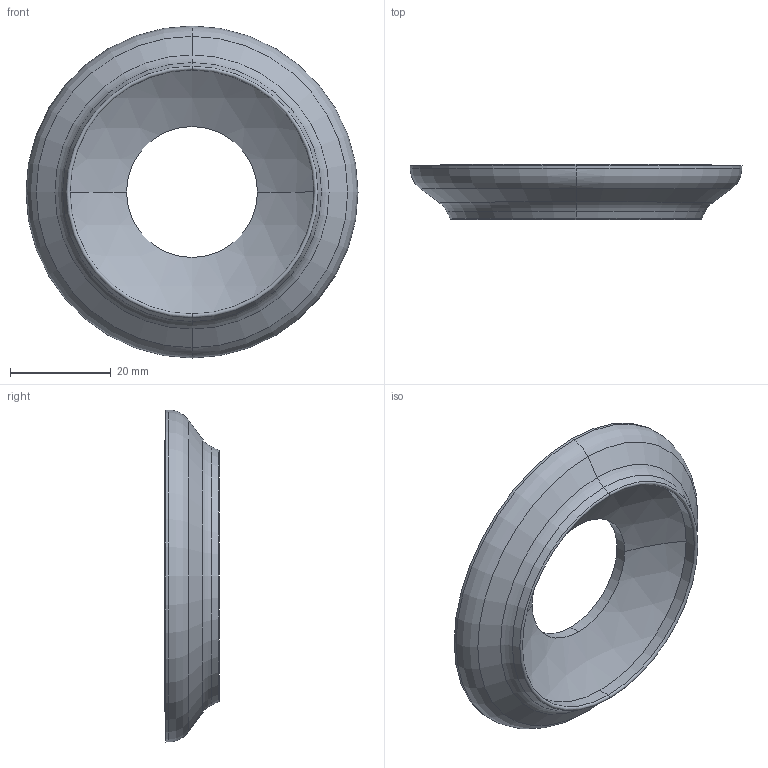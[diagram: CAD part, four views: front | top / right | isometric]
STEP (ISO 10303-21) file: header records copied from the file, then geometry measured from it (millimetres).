
FILE_DESCRIPTION (( 'STEP AP214' ), '1' );
FILE_NAME ('可乐罐底支架_可口可乐.STEP', '2022-12-05T13:14:47', ( '' ), ( '' ), 'SwSTEP 2.0', 'SolidWorks 2022', '' );
FILE_SCHEMA (( 'AUTOMOTIVE_DESIGN' ));
Length unit declared in the file: millimetre
Products named in the file (1): 可乐罐底支架_可口可乐
Bounding box: 66 x 10.89 x 66 mm (x, y, z)
Volume: 15023.4 mm3; surface area: 8332.4 mm2
Topology: 1 solids, 1 shells, 40 faces, 84 edges, 52 vertices
Faces by surface type: cylinder 18, plane 8, cone 6, torus 6, sphere 2
Entity records: 1130 total; most frequent: DIRECTION 226, CARTESIAN_POINT 177, ORIENTED_EDGE 168, AXIS2_PLACEMENT_3D 101, EDGE_CURVE 84, CIRCLE 60, VERTEX_POINT 52, EDGE_LOOP 48
